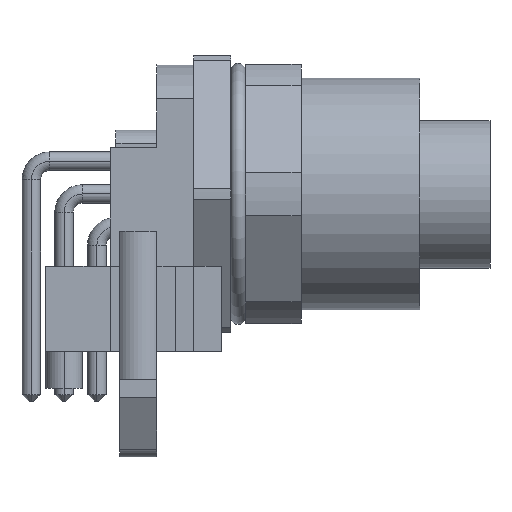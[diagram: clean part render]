
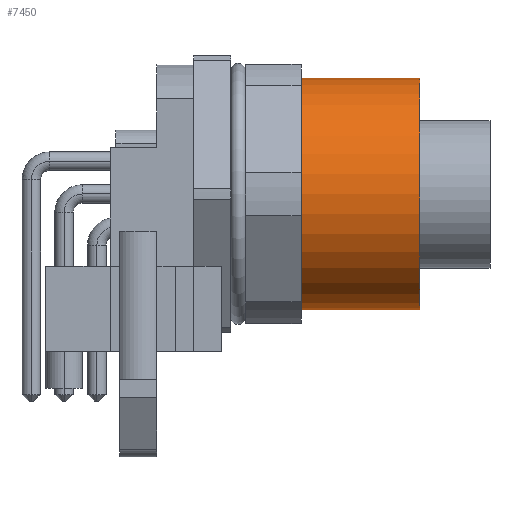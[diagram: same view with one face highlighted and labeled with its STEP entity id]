
A CAD part, left-side view. The second image highlights one B-rep face of the part: STEP entity #7450.
In plain terms, the highlighted cylindrical face has radius 6.25 mm (diameter 12.5 mm), a partial arc.
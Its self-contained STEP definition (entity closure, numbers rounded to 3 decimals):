
#6470=CARTESIAN_POINT('',(0.,-12.2,0.));
#6480=DIRECTION('',(0.,1.,0.));
#6490=DIRECTION('',(0.,0.,1.));
#6500=AXIS2_PLACEMENT_3D('',#6470,#6480,#6490);
#6510=CIRCLE('',#6500,6.25);
#6520=CARTESIAN_POINT('',(0.,-12.2,6.25));
#6530=VERTEX_POINT('',#6520);
#6540=CARTESIAN_POINT('',(0.,-12.2,-6.25));
#6550=VERTEX_POINT('',#6540);
#6580=EDGE_CURVE('',#6550,#6530,#6510,.T.);
#7140=CARTESIAN_POINT('',(0.,-2.6,0.));
#7150=DIRECTION('',(0.,1.,0.));
#7160=DIRECTION('',(0.,0.,1.));
#7170=AXIS2_PLACEMENT_3D('',#7140,#7150,#7160);
#7180=CYLINDRICAL_SURFACE('',#7170,6.25);
#7190=CARTESIAN_POINT('',(0.,-2.6,6.25));
#7200=DIRECTION('',(0.,1.,0.));
#7210=VECTOR('',#7200,1.);
#7220=LINE('',#7190,#7210);
#7230=CARTESIAN_POINT('',(0.,-5.8,6.25));
#7240=VERTEX_POINT('',#7230);
#7250=EDGE_CURVE('',#6530,#7240,#7220,.T.);
#7260=ORIENTED_EDGE('',*,*,#7250,.T.);
#7270=ORIENTED_EDGE('',*,*,#6580,.T.);
#7280=CARTESIAN_POINT('',(0.,-2.6,-6.25));
#7290=DIRECTION('',(0.,1.,0.));
#7300=VECTOR('',#7290,1.);
#7310=LINE('',#7280,#7300);
#7320=CARTESIAN_POINT('',(0.,-5.8,-6.25));
#7330=VERTEX_POINT('',#7320);
#7340=EDGE_CURVE('',#6550,#7330,#7310,.T.);
#7350=ORIENTED_EDGE('',*,*,#7340,.F.);
#7360=CARTESIAN_POINT('',(0.,-5.8,0.));
#7370=DIRECTION('',(0.,1.,0.));
#7380=DIRECTION('',(0.,0.,1.));
#7390=AXIS2_PLACEMENT_3D('',#7360,#7370,#7380);
#7400=CIRCLE('',#7390,6.25);
#7410=EDGE_CURVE('',#7330,#7240,#7400,.T.);
#7420=ORIENTED_EDGE('',*,*,#7410,.F.);
#7430=EDGE_LOOP('',(#7420,#7350,#7270,#7260));
#7440=FACE_OUTER_BOUND('',#7430,.T.);
#7450=ADVANCED_FACE('',(#7440),#7180,.T.);
